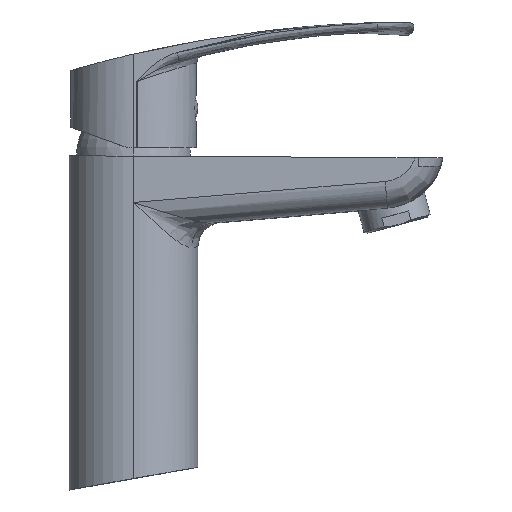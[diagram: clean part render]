
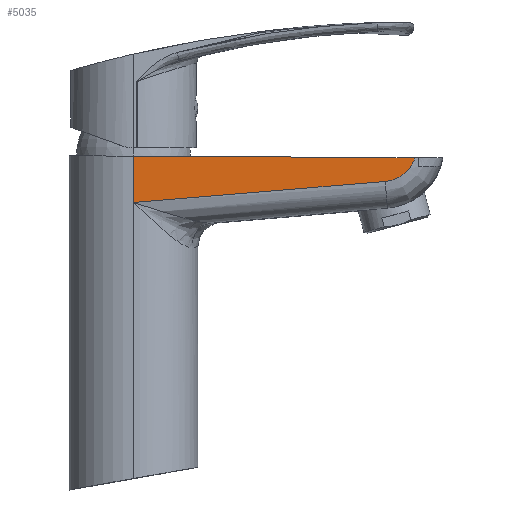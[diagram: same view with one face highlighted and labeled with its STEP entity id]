
A CAD part, top view. The second image highlights one B-rep face of the part: STEP entity #5035.
In plain terms, the highlighted planar face has unit normal (0, 0, 1).
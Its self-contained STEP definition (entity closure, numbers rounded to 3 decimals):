
#1788 = CARTESIAN_POINT ( 'NONE',  ( 39.8, 54.433, 153.711 ) ) ;
#3468 = VERTEX_POINT ( 'NONE', #60999 ) ;
#3872 = CARTESIAN_POINT ( 'NONE',  ( -57.259, 56.843, 153.711 ) ) ;
#3925 = DIRECTION ( 'NONE',  ( 0., 0., 1. ) ) ;
#3973 = ORIENTED_EDGE ( 'NONE', *, *, #26408, .T. ) ;
#4352 = DIRECTION ( 'NONE',  ( 0., 1., 0. ) ) ;
#5035 = ADVANCED_FACE ( 'NONE', ( #36831 ), #37142, .T. ) ;
#5691 = CARTESIAN_POINT ( 'NONE',  ( 32.757, 48.5, 153.711 ) ) ;
#6316 = CARTESIAN_POINT ( 'NONE',  ( 38.306, 52.181, 153.711 ) ) ;
#6538 = ORIENTED_EDGE ( 'NONE', *, *, #53514, .F. ) ;
#11155 = CARTESIAN_POINT ( 'NONE',  ( 35.56, 49.806, 153.711 ) ) ;
#11471 = CARTESIAN_POINT ( 'NONE',  ( 30.136, 47.989, 153.711 ) ) ;
#12517 = DIRECTION ( 'NONE',  ( 0.997, 0.083, 0. ) ) ;
#15044 = CARTESIAN_POINT ( 'NONE',  ( 34.787, 49.356, 153.711 ) ) ;
#15051 = EDGE_LOOP ( 'NONE', ( #6538, #38176, #3973, #23798 ) ) ;
#16305 = CARTESIAN_POINT ( 'NONE',  ( 39.197, 53.397, 153.711 ) ) ;
#19022 = DIRECTION ( 'NONE',  ( 1., -0.005, 0. ) ) ;
#19496 = CARTESIAN_POINT ( 'NONE',  ( -57.896, 58.024, 153.711 ) ) ;
#20495 = CARTESIAN_POINT ( 'NONE',  ( 36.311, 50.322, 153.711 ) ) ;
#20814 = CARTESIAN_POINT ( 'NONE',  ( 33.71, 48.852, 153.711 ) ) ;
#21143 = CARTESIAN_POINT ( 'NONE',  ( 32.338, 48.381, 153.711 ) ) ;
#22501 = CARTESIAN_POINT ( 'NONE',  ( -66.238, 39.943, 153.711 ) ) ;
#22888 = LINE ( 'NONE', #3872, #34610 ) ;
#23798 = ORIENTED_EDGE ( 'NONE', *, *, #34629, .T. ) ;
#25341 = CARTESIAN_POINT ( 'NONE',  ( 35.307, 49.651, 153.711 ) ) ;
#26303 = CARTESIAN_POINT ( 'NONE',  ( 34.116, 49.028, 153.711 ) ) ;
#26408 = EDGE_CURVE ( 'NONE', #3468, #46365, #41867, .T. ) ;
#27782 = DIRECTION ( 'NONE',  ( 1., 0., 0. ) ) ;
#29702 = CARTESIAN_POINT ( 'NONE',  ( 40.573, 56.309, 153.711 ) ) ;
#29852 = CARTESIAN_POINT ( 'NONE',  ( 33.306, 48.688, 153.711 ) ) ;
#30173 = CARTESIAN_POINT ( 'NONE',  ( 32.056, 48.308, 153.711 ) ) ;
#30807 = CARTESIAN_POINT ( 'NONE',  ( 37.026, 50.884, 153.711 ) ) ;
#31141 = EDGE_CURVE ( 'NONE', #3468, #35714, #37892, .T. ) ;
#34610 = VECTOR ( 'NONE', #19022, 1000. ) ;
#34629 = EDGE_CURVE ( 'NONE', #46365, #52067, #51595, .T. ) ;
#34701 = CARTESIAN_POINT ( 'NONE',  ( 40.181, 55.216, 153.711 ) ) ;
#35014 = CARTESIAN_POINT ( 'NONE',  ( 31.31, 48.131, 153.711 ) ) ;
#35714 = VERTEX_POINT ( 'NONE', #46519 ) ;
#36831 = FACE_OUTER_BOUND ( 'NONE', #15051, .T. ) ;
#37142 = PLANE ( 'NONE',  #61807 ) ;
#37892 = LINE ( 'NONE', #19496, #53258 ) ;
#38176 = ORIENTED_EDGE ( 'NONE', *, *, #31141, .F. ) ;
#40492 = CARTESIAN_POINT ( 'NONE',  ( 34.522, 49.219, 153.711 ) ) ;
#41867 = LINE ( 'NONE', #22501, #52750 ) ;
#45318 = CARTESIAN_POINT ( 'NONE',  ( 31.92, 48.275, 153.711 ) ) ;
#45633 = CARTESIAN_POINT ( 'NONE',  ( 38.689, 52.658, 153.711 ) ) ;
#45958 = CARTESIAN_POINT ( 'NONE',  ( 39.657, 54.166, 153.711 ) ) ;
#46265 = CARTESIAN_POINT ( 'NONE',  ( 40.397, 55.755, 153.711 ) ) ;
#46365 = VERTEX_POINT ( 'NONE', #52486 ) ;
#46519 = CARTESIAN_POINT ( 'NONE',  ( -57.896, 56.846, 153.711 ) ) ;
#49506 = CARTESIAN_POINT ( 'NONE',  ( 36.065, 50.144, 153.711 ) ) ;
#50457 = CARTESIAN_POINT ( 'NONE',  ( 37.476, 51.296, 153.711 ) ) ;
#51595 = B_SPLINE_CURVE_WITH_KNOTS ( 'NONE', 3,
 ( #11471, #54982, #35014, #45318, #30173, #60412, #21143, #5691, #29852, #20814, #60109, #26303, #40492, #15044, #25341, #11155, #49506, #20495, #30807, #50457, #6316, #45633, #16305, #55600, #45958, #1788, #34701, #46265, #56532 ),
 .UNSPECIFIED., .F., .F.,
 ( 4, 1, 2, 2, 1, 1, 2, 2, 2, 2, 2, 2, 2, 2, 2, 4 ),
 ( 0., 0.109, 0.123, 0.136, 0.163, 0.218, 0.245, 0.272, 0.327, 0.381, 0.436, 0.545, 0.654, 0.708, 0.763, 0.872 ),
 .UNSPECIFIED. ) ;
#52067 = VERTEX_POINT ( 'NONE', #29702 ) ;
#52486 = CARTESIAN_POINT ( 'NONE',  ( 30.136, 47.989, 153.711 ) ) ;
#52750 = VECTOR ( 'NONE', #12517, 1000. ) ;
#53258 = VECTOR ( 'NONE', #4352, 1000. ) ;
#53514 = EDGE_CURVE ( 'NONE', #35714, #52067, #22888, .T. ) ;
#54982 = CARTESIAN_POINT ( 'NONE',  ( 30.692, 48.036, 153.711 ) ) ;
#55600 = CARTESIAN_POINT ( 'NONE',  ( 39.357, 53.649, 153.711 ) ) ;
#56456 = CARTESIAN_POINT ( 'NONE',  ( -57.896, -59.976, 153.711 ) ) ;
#56532 = CARTESIAN_POINT ( 'NONE',  ( 40.573, 56.309, 153.711 ) ) ;
#60109 = CARTESIAN_POINT ( 'NONE',  ( 33.978, 48.966, 153.711 ) ) ;
#60412 = CARTESIAN_POINT ( 'NONE',  ( 32.128, 48.326, 153.711 ) ) ;
#60999 = CARTESIAN_POINT ( 'NONE',  ( -57.896, 40.639, 153.711 ) ) ;
#61807 = AXIS2_PLACEMENT_3D ( 'NONE', #56456, #3925, #27782 ) ;
